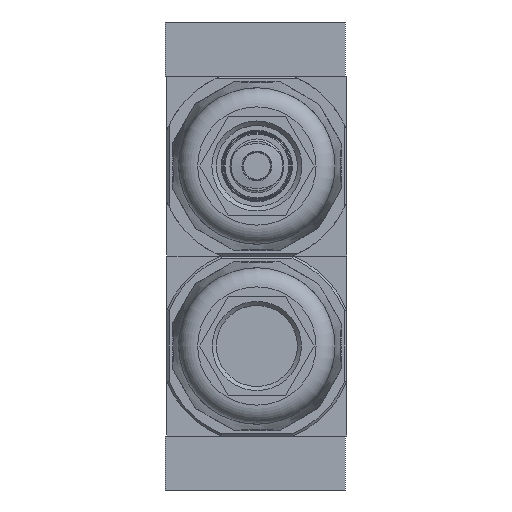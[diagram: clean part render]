
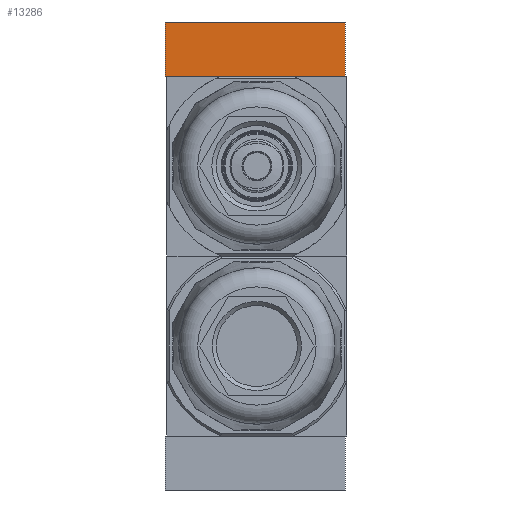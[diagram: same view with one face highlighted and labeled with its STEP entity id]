
A CAD part, front view. The second image highlights one B-rep face of the part: STEP entity #13286.
In plain terms, the highlighted planar face has unit normal (0, -1, 0).
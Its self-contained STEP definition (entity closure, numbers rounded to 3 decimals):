
#1632=ORIENTED_EDGE('',*,*,#5600,.T.);
#1633=ORIENTED_EDGE('',*,*,#5623,.F.);
#1634=ORIENTED_EDGE('',*,*,#5624,.F.);
#1635=ORIENTED_EDGE('',*,*,#5620,.T.);
#5600=EDGE_CURVE('',#7594,#7596,#8988,.T.);
#5620=EDGE_CURVE('',#7616,#7594,#8995,.T.);
#5623=EDGE_CURVE('',#7618,#7596,#8998,.T.);
#5624=EDGE_CURVE('',#7616,#7618,#8999,.T.);
#7594=VERTEX_POINT('',#24307);
#7596=VERTEX_POINT('',#24311);
#7616=VERTEX_POINT('',#24353);
#7618=VERTEX_POINT('',#24359);
#8988=LINE('',#24312,#9862);
#8995=LINE('',#24352,#9869);
#8998=LINE('',#24358,#9872);
#8999=LINE('',#24360,#9873);
#9862=VECTOR('',#20312,1000.);
#9869=VECTOR('',#20347,1000.);
#9872=VECTOR('',#20352,1000.);
#9873=VECTOR('',#20353,1000.);
#10740=EDGE_LOOP('',(#1632,#1633,#1634,#1635));
#11798=FACE_BOUND('',#10740,.T.);
#12861=PLANE('',#18759);
#13286=ADVANCED_FACE('',(#11798),#12861,.F.);
#18759=AXIS2_PLACEMENT_3D('',#24357,#20350,#20351);
#20312=DIRECTION('',(1.,0.,0.));
#20347=DIRECTION('',(0.,0.,-1.));
#20350=DIRECTION('',(0.,1.,0.));
#20351=DIRECTION('',(0.,0.,1.));
#20352=DIRECTION('',(0.,0.,-1.));
#20353=DIRECTION('',(1.,0.,0.));
#24307=CARTESIAN_POINT('',(-20.,-10.,-6.));
#24311=CARTESIAN_POINT('',(20.,-10.,-6.));
#24312=CARTESIAN_POINT('',(-20.,-10.,-6.));
#24352=CARTESIAN_POINT('',(-20.,-10.,6.));
#24353=CARTESIAN_POINT('',(-20.,-10.,6.));
#24357=CARTESIAN_POINT('',(-20.,-10.,6.));
#24358=CARTESIAN_POINT('',(20.,-10.,6.));
#24359=CARTESIAN_POINT('',(20.,-10.,6.));
#24360=CARTESIAN_POINT('',(-20.,-10.,6.));
